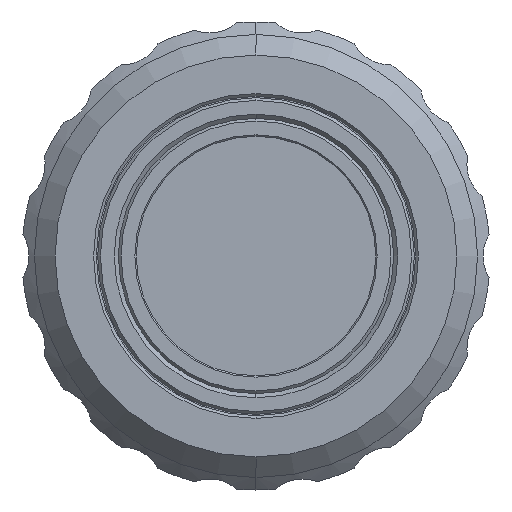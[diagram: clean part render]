
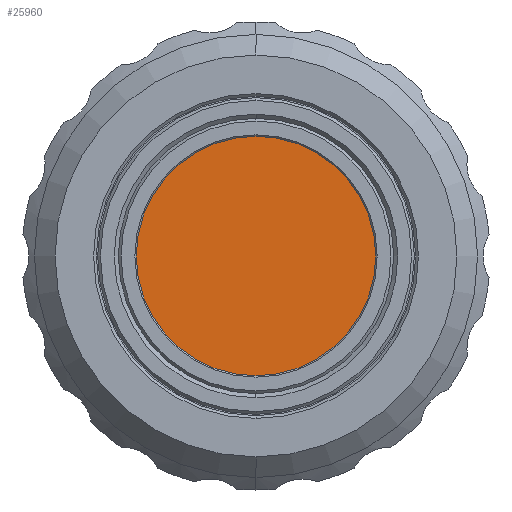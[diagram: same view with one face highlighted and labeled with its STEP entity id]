
A CAD part, front view. The second image highlights one B-rep face of the part: STEP entity #25960.
In plain terms, the highlighted planar face has unit normal (0, -1, 0).
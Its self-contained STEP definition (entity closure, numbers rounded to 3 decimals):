
#25760=CARTESIAN_POINT('',(0.,-86.7,0.));
#25770=DIRECTION('',(0.,-1.,0.));
#25780=DIRECTION('',(0.,0.,1.));
#25790=AXIS2_PLACEMENT_3D('',#25760,#25770,#25780);
#25800=PLANE('',#25790);
#25810=CARTESIAN_POINT('',(0.,-86.7,
0.));
#25820=DIRECTION('',(0.,1.,0.));
#25830=DIRECTION('',(0.,0.,1.));
#25840=AXIS2_PLACEMENT_3D('',#25810,#25820,#25830);
#25850=CIRCLE('',#25840,8.7);
#25860=CARTESIAN_POINT('',(0.,-86.7,
8.7));
#25870=VERTEX_POINT('',#25860);
#25880=CARTESIAN_POINT('',(0.,-86.7,
-8.7));
#25890=VERTEX_POINT('',#25880);
#25900=EDGE_CURVE('',#25870,#25890,#25850,.T.);
#25910=ORIENTED_EDGE('',*,*,#25900,.F.);
#25920=EDGE_CURVE('',#25890,#25870,#25850,.T.);
#25930=ORIENTED_EDGE('',*,*,#25920,.F.);
#25940=EDGE_LOOP('',(#25930,#25910));
#25950=FACE_OUTER_BOUND('',#25940,.T.);
#25960=ADVANCED_FACE('',(#25950),#25800,.T.);
